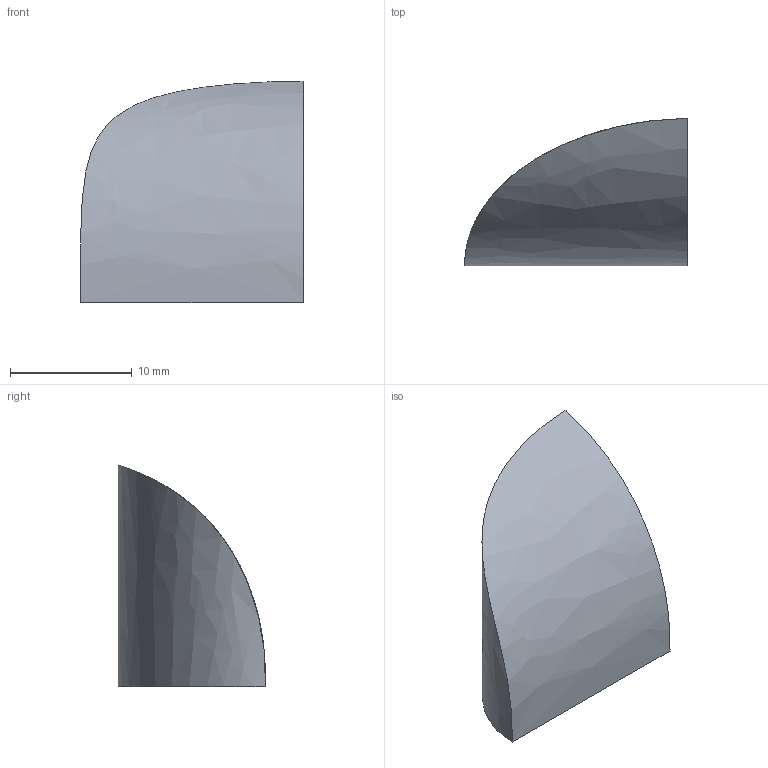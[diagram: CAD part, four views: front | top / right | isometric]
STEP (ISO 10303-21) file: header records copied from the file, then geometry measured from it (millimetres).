
FILE_DESCRIPTION(/* description */ (''),/* implementation_level */ '2;1');
FILE_NAME(/* name */ '5fd18d333404fa1517db32f3',/* time_stamp */ '2020-12-10T02:51:31+00:00',/* author */ (''),/* organization */ (''),/* preprocessor_version */ 'ST-DEVELOPER v16.7',/* originating_system */ $,/* authorisation */ $);
FILE_SCHEMA (('AUTOMOTIVE_DESIGN {1 0 10303 214 3 1 1}'));
Length unit declared in the file: metre
Products named in the file (1): ventanatraiz
Bounding box: 18.28 x 12.07 x 18.18 mm (x, y, z)
Volume: 2225.8 mm3; surface area: 1088.7 mm2
Topology: 1 solids, 1 shells, 4 faces, 6 edges, 4 vertices
Faces by surface type: plane 2, bspline 2
Entity records: 227 total; most frequent: CARTESIAN_POINT 121, ORIENTED_EDGE 12, DIRECTION 10, EDGE_CURVE 6, VERTEX_POINT 4, EDGE_LOOP 4, FACE_BOUND 4, ADVANCED_FACE 4
